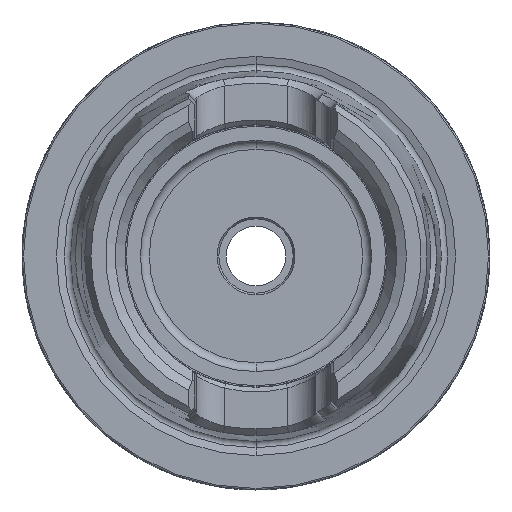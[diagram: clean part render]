
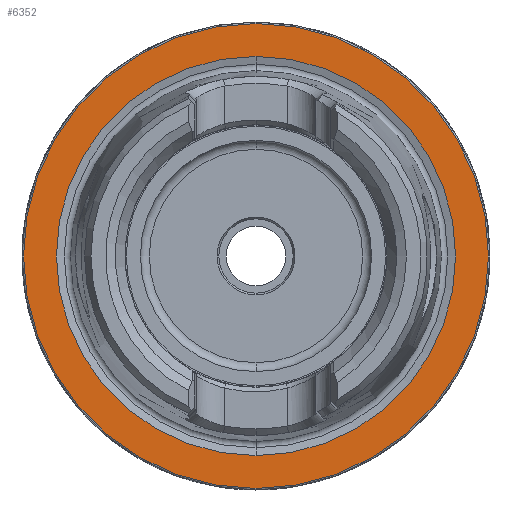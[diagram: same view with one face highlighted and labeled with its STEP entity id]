
A CAD part, left-side view. The second image highlights one B-rep face of the part: STEP entity #6352.
In plain terms, the highlighted planar face has unit normal (-1, 0, 0).
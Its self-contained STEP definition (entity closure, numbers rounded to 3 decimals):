
#281 = DIRECTION ( 'NONE',  ( -1., 0., 0. ) ) ;
#1496 = DIRECTION ( 'NONE',  ( -1., 0., 0. ) ) ;
#1608 = VERTEX_POINT ( 'NONE', #8427 ) ;
#1891 = CARTESIAN_POINT ( 'NONE',  ( 0., 0., 0. ) ) ;
#2181 = ORIENTED_EDGE ( 'NONE', *, *, #10324, .T. ) ;
#2391 = VERTEX_POINT ( 'NONE', #9660 ) ;
#2751 = DIRECTION ( 'NONE',  ( 0., 0., 1. ) ) ;
#2800 = DIRECTION ( 'NONE',  ( 0., 0., -1. ) ) ;
#2908 = CARTESIAN_POINT ( 'NONE',  ( 0., 0., 26.85 ) ) ;
#3039 = CARTESIAN_POINT ( 'NONE',  ( 0., 0., -26.85 ) ) ;
#3208 = EDGE_LOOP ( 'NONE', ( #5005, #2181 ) ) ;
#3280 = DIRECTION ( 'NONE',  ( -1., 0., 0. ) ) ;
#3327 = AXIS2_PLACEMENT_3D ( 'NONE', #6615, #1496, #7464 ) ;
#3448 = CIRCLE ( 'NONE', #3327, 31.275 ) ;
#4755 = VERTEX_POINT ( 'NONE', #2908 ) ;
#4861 = CIRCLE ( 'NONE', #5358, 26.85 ) ;
#5005 = ORIENTED_EDGE ( 'NONE', *, *, #7939, .T. ) ;
#5110 = AXIS2_PLACEMENT_3D ( 'NONE', #6205, #7906, #2800 ) ;
#5160 = CIRCLE ( 'NONE', #7686, 26.85 ) ;
#5358 = AXIS2_PLACEMENT_3D ( 'NONE', #8381, #3280, #9217 ) ;
#5407 = CARTESIAN_POINT ( 'NONE',  ( 0., 0., 0. ) ) ;
#5437 = ORIENTED_EDGE ( 'NONE', *, *, #8795, .F. ) ;
#6129 = FACE_BOUND ( 'NONE', #9211, .T. ) ;
#6205 = CARTESIAN_POINT ( 'NONE',  ( 0., 31.275, 0. ) ) ;
#6268 = DIRECTION ( 'NONE',  ( 0., 0., 1. ) ) ;
#6352 = ADVANCED_FACE ( 'NONE', ( #6129, #6379 ), #7047, .F. ) ;
#6379 = FACE_OUTER_BOUND ( 'NONE', #3208, .T. ) ;
#6604 = VERTEX_POINT ( 'NONE', #3039 ) ;
#6615 = CARTESIAN_POINT ( 'NONE',  ( 0., 0., 0. ) ) ;
#6898 = ORIENTED_EDGE ( 'NONE', *, *, #7829, .F. ) ;
#7047 = PLANE ( 'NONE',  #5110 ) ;
#7464 = DIRECTION ( 'NONE',  ( 0., 0., 1. ) ) ;
#7686 = AXIS2_PLACEMENT_3D ( 'NONE', #1891, #7865, #2751 ) ;
#7829 = EDGE_CURVE ( 'NONE', #6604, #4755, #5160, .T. ) ;
#7865 = DIRECTION ( 'NONE',  ( -1., 0., 0. ) ) ;
#7906 = DIRECTION ( 'NONE',  ( 1., 0., 0. ) ) ;
#7939 = EDGE_CURVE ( 'NONE', #2391, #1608, #9380, .T. ) ;
#8381 = CARTESIAN_POINT ( 'NONE',  ( 0., 0., 0. ) ) ;
#8427 = CARTESIAN_POINT ( 'NONE',  ( 0., 0., -31.275 ) ) ;
#8795 = EDGE_CURVE ( 'NONE', #4755, #6604, #4861, .T. ) ;
#9211 = EDGE_LOOP ( 'NONE', ( #5437, #6898 ) ) ;
#9217 = DIRECTION ( 'NONE',  ( 0., 0., 1. ) ) ;
#9380 = CIRCLE ( 'NONE', #9911, 31.275 ) ;
#9660 = CARTESIAN_POINT ( 'NONE',  ( 0., 0., 31.275 ) ) ;
#9911 = AXIS2_PLACEMENT_3D ( 'NONE', #5407, #281, #6268 ) ;
#10324 = EDGE_CURVE ( 'NONE', #1608, #2391, #3448, .T. ) ;
